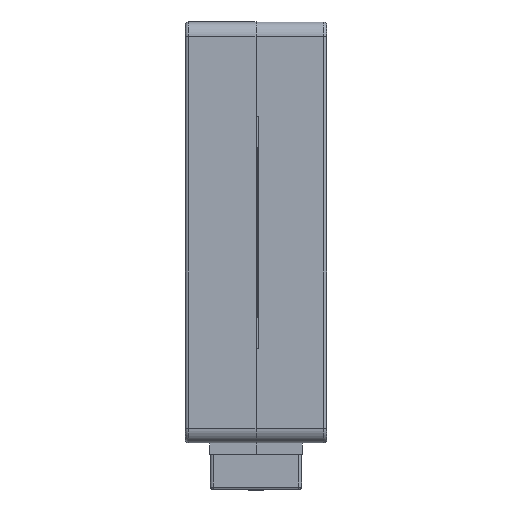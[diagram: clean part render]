
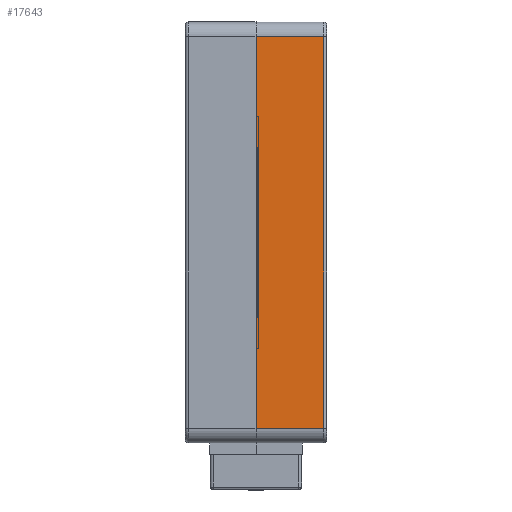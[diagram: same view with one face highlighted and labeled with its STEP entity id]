
A CAD part, left-side view. The second image highlights one B-rep face of the part: STEP entity #17643.
In plain terms, the highlighted planar face has unit normal (-1, 0, 0).
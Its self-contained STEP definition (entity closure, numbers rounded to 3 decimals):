
#465 = DIRECTION ( 'NONE',  ( 0., -1., 0. ) ) ;
#1456 = CARTESIAN_POINT ( 'NONE',  ( -82.103, 24., 0. ) ) ;
#1905 = VECTOR ( 'NONE', #27013, 1000. ) ;
#2652 = CARTESIAN_POINT ( 'NONE',  ( -82.103, 24., 62.869 ) ) ;
#3596 = LINE ( 'NONE', #23535, #5916 ) ;
#5182 = ORIENTED_EDGE ( 'NONE', *, *, #35757, .T. ) ;
#5916 = VECTOR ( 'NONE', #34496, 1000. ) ;
#6069 = LINE ( 'NONE', #25992, #20156 ) ;
#10040 = CARTESIAN_POINT ( 'NONE',  ( -82.103, 1., 0. ) ) ;
#10179 = ORIENTED_EDGE ( 'NONE', *, *, #19333, .F. ) ;
#12761 = VERTEX_POINT ( 'NONE', #34843 ) ;
#15257 = LINE ( 'NONE', #10040, #1905 ) ;
#15723 = EDGE_CURVE ( 'NONE', #35512, #21460, #21467, .T. ) ;
#16064 = EDGE_CURVE ( 'NONE', #12761, #34607, #15257, .T. ) ;
#17643 = ADVANCED_FACE ( 'NONE', ( #20830 ), #29584, .F. ) ;
#19333 = EDGE_CURVE ( 'NONE', #21460, #34607, #3596, .T. ) ;
#20156 = VECTOR ( 'NONE', #465, 1000. ) ;
#20830 = FACE_OUTER_BOUND ( 'NONE', #35708, .T. ) ;
#21460 = VERTEX_POINT ( 'NONE', #2652 ) ;
#21467 = LINE ( 'NONE', #32802, #33965 ) ;
#21588 = CARTESIAN_POINT ( 'NONE',  ( -82.103, 24., -70.131 ) ) ;
#21820 = DIRECTION ( 'NONE',  ( 0., 0., 1. ) ) ;
#23535 = CARTESIAN_POINT ( 'NONE',  ( -82.103, 24., 62.869 ) ) ;
#24183 = DIRECTION ( 'NONE',  ( 0., 0., -1. ) ) ;
#25992 = CARTESIAN_POINT ( 'NONE',  ( -82.103, 24., -70.131 ) ) ;
#27013 = DIRECTION ( 'NONE',  ( 0., 0., 1. ) ) ;
#29584 = PLANE ( 'NONE',  #29651 ) ;
#29651 = AXIS2_PLACEMENT_3D ( 'NONE', #1456, #29770, #24183 ) ;
#29770 = DIRECTION ( 'NONE',  ( 1., 0., 0. ) ) ;
#31384 = CARTESIAN_POINT ( 'NONE',  ( -82.103, 1., 62.869 ) ) ;
#32802 = CARTESIAN_POINT ( 'NONE',  ( -82.103, 24., 0. ) ) ;
#33283 = ORIENTED_EDGE ( 'NONE', *, *, #15723, .F. ) ;
#33619 = ORIENTED_EDGE ( 'NONE', *, *, #16064, .T. ) ;
#33965 = VECTOR ( 'NONE', #21820, 1000. ) ;
#34496 = DIRECTION ( 'NONE',  ( 0., -1., 0. ) ) ;
#34607 = VERTEX_POINT ( 'NONE', #31384 ) ;
#34843 = CARTESIAN_POINT ( 'NONE',  ( -82.103, 1., -70.131 ) ) ;
#35512 = VERTEX_POINT ( 'NONE', #21588 ) ;
#35708 = EDGE_LOOP ( 'NONE', ( #5182, #33619, #10179, #33283 ) ) ;
#35757 = EDGE_CURVE ( 'NONE', #35512, #12761, #6069, .T. ) ;
